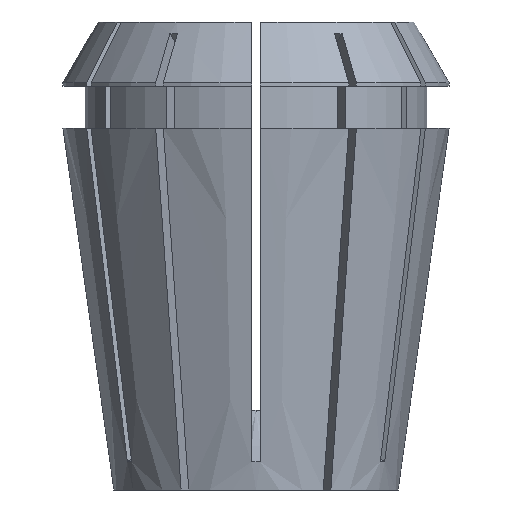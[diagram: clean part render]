
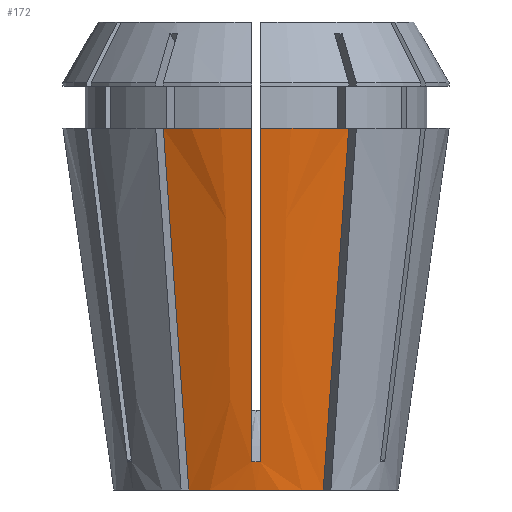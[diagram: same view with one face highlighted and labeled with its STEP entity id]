
A CAD part, left-side view. The second image highlights one B-rep face of the part: STEP entity #172.
In plain terms, the highlighted conical face has half-angle 8 degrees and reference radius 12.158 mm.
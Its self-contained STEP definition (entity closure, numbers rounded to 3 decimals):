
#25 = CARTESIAN_POINT ( 'NONE',  ( -12.972, -7.057, 18.571 ) ) ;
#56 = CARTESIAN_POINT ( 'NONE',  ( -13.72, 0.375, 11.152 ) ) ;
#80 = CARTESIAN_POINT ( 'NONE',  ( -14.754, 0.375, 18.507 ) ) ;
#98 = CARTESIAN_POINT ( 'NONE',  ( -11.024, 5.932, 2.568 ) ) ;
#144 = AXIS2_PLACEMENT_3D ( 'NONE', #1246, #3939, #4655 ) ;
#172 = ADVANCED_FACE ( 'NONE', ( #1314 ), #3835, .T. ) ;
#187 = CARTESIAN_POINT ( 'NONE',  ( -16.496, 0.375, 30.9 ) ) ;
#224 = ORIENTED_EDGE ( 'NONE', *, *, #3040, .F. ) ;
#401 = CARTESIAN_POINT ( 'NONE',  ( -11.024, -5.932, 2.568 ) ) ;
#420 = CARTESIAN_POINT ( 'NONE',  ( -12.49, 0.375, 2.404 ) ) ;
#460 = VERTEX_POINT ( 'NONE', #1990 ) ;
#538 = EDGE_CURVE ( 'NONE', #767, #3545, #700, .T. ) ;
#605 = CARTESIAN_POINT ( 'NONE',  ( -12.49, -0.375, 2.404 ) ) ;
#647 = CARTESIAN_POINT ( 'NONE',  ( -12.686, -0.375, 3.797 ) ) ;
#700 = B_SPLINE_CURVE_WITH_KNOTS ( 'NONE', 3,
 ( #1328, #4410, #3628, #605 ),
 .UNSPECIFIED., .F., .F.,
 ( 4, 4 ),
 ( 0., 0.001 ),
 .UNSPECIFIED. ) ;
#751 = CARTESIAN_POINT ( 'NONE',  ( -14.07, -7.69, 27.587 ) ) ;
#767 = VERTEX_POINT ( 'NONE', #3443 ) ;
#774 = CARTESIAN_POINT ( 'NONE',  ( -13.868, 7.574, 25.93 ) ) ;
#812 = CARTESIAN_POINT ( 'NONE',  ( -16.496, 0.375, 30.9 ) ) ;
#820 = EDGE_CURVE ( 'NONE', #2102, #460, #4526, .T. ) ;
#849 = VERTEX_POINT ( 'NONE', #2374 ) ;
#864 = CARTESIAN_POINT ( 'NONE',  ( -14.474, 7.923, 30.9 ) ) ;
#1026 = CARTESIAN_POINT ( 'NONE',  ( -12.62, -0.375, 3.333 ) ) ;
#1086 = DIRECTION ( 'NONE',  ( 0., 0., 1. ) ) ;
#1143 = CARTESIAN_POINT ( 'NONE',  ( -10.711, -5.751, 0. ) ) ;
#1212 = ORIENTED_EDGE ( 'NONE', *, *, #538, .F. ) ;
#1246 = CARTESIAN_POINT ( 'NONE',  ( 0., 0., 30.9 ) ) ;
#1314 = FACE_OUTER_BOUND ( 'NONE', #1473, .T. ) ;
#1328 = CARTESIAN_POINT ( 'NONE',  ( -12.49, 0.375, 2.404 ) ) ;
#1378 = CARTESIAN_POINT ( 'NONE',  ( -12.49, -0.375, 2.404 ) ) ;
#1385 = ORIENTED_EDGE ( 'NONE', *, *, #1540, .F. ) ;
#1398 = CARTESIAN_POINT ( 'NONE',  ( -14.754, -0.375, 18.507 ) ) ;
#1456 = B_SPLINE_CURVE_WITH_KNOTS ( 'NONE', 3,
 ( #812, #4240, #1573, #3493, #80, #56, #3892, #4276, #1586, #420 ),
 .UNSPECIFIED., .F., .F.,
 ( 4, 3, 3, 4 ),
 ( 0.065, 0.07, 0.092, 0.093 ),
 .UNSPECIFIED. ) ;
#1473 = EDGE_LOOP ( 'NONE', ( #3851, #1502, #224, #1385, #1725, #3430, #1212, #3486 ) ) ;
#1502 = ORIENTED_EDGE ( 'NONE', *, *, #820, .T. ) ;
#1533 = CARTESIAN_POINT ( 'NONE',  ( -12.972, 7.057, 18.571 ) ) ;
#1540 = EDGE_CURVE ( 'NONE', #3981, #3525, #4895, .T. ) ;
#1557 = CARTESIAN_POINT ( 'NONE',  ( -11.18, 6.022, 3.852 ) ) ;
#1573 = CARTESIAN_POINT ( 'NONE',  ( -16.024, 0.375, 27.541 ) ) ;
#1586 = CARTESIAN_POINT ( 'NONE',  ( -12.555, 0.375, 2.868 ) ) ;
#1685 = DIRECTION ( 'NONE',  ( 0., 0., -1. ) ) ;
#1725 = ORIENTED_EDGE ( 'NONE', *, *, #2231, .T. ) ;
#1854 = DIRECTION ( 'NONE',  ( 1., 0., 0. ) ) ;
#1919 = DIRECTION ( 'NONE',  ( 0., 0., -1. ) ) ;
#1933 = CARTESIAN_POINT ( 'NONE',  ( -11.18, -6.022, 3.852 ) ) ;
#1936 = CARTESIAN_POINT ( 'NONE',  ( -14.272, 7.807, 29.243 ) ) ;
#1990 = CARTESIAN_POINT ( 'NONE',  ( -10.711, 5.751, 0. ) ) ;
#2058 = DIRECTION ( 'NONE',  ( -1., 0., 0. ) ) ;
#2102 = VERTEX_POINT ( 'NONE', #864 ) ;
#2231 = EDGE_CURVE ( 'NONE', #3981, #849, #2538, .T. ) ;
#2342 = DIRECTION ( 'NONE',  ( -1., 0., 0. ) ) ;
#2374 = CARTESIAN_POINT ( 'NONE',  ( -16.496, -0.375, 30.9 ) ) ;
#2470 = EDGE_CURVE ( 'NONE', #2781, #2102, #4709, .T. ) ;
#2509 = CARTESIAN_POINT ( 'NONE',  ( -12.555, -0.375, 2.868 ) ) ;
#2538 = CIRCLE ( 'NONE', #4597, 16.5 ) ;
#2659 = CARTESIAN_POINT ( 'NONE',  ( -12.076, -6.539, 11.212 ) ) ;
#2682 = CARTESIAN_POINT ( 'NONE',  ( -10.868, -5.841, 1.284 ) ) ;
#2684 = CARTESIAN_POINT ( 'NONE',  ( -14.07, 7.69, 27.587 ) ) ;
#2781 = VERTEX_POINT ( 'NONE', #187 ) ;
#2817 = CARTESIAN_POINT ( 'NONE',  ( 0., 0., 30.9 ) ) ;
#2929 = CARTESIAN_POINT ( 'NONE',  ( -16.26, -0.375, 29.221 ) ) ;
#2952 = EDGE_CURVE ( 'NONE', #2781, #767, #1456, .T. ) ;
#3040 = EDGE_CURVE ( 'NONE', #3525, #460, #4507, .T. ) ;
#3059 = CARTESIAN_POINT ( 'NONE',  ( -14.474, 7.923, 30.9 ) ) ;
#3331 = CARTESIAN_POINT ( 'NONE',  ( -16.496, -0.375, 30.9 ) ) ;
#3430 = ORIENTED_EDGE ( 'NONE', *, *, #4289, .T. ) ;
#3443 = CARTESIAN_POINT ( 'NONE',  ( -12.49, 0.375, 2.404 ) ) ;
#3473 = CARTESIAN_POINT ( 'NONE',  ( -14.474, -7.923, 30.9 ) ) ;
#3486 = ORIENTED_EDGE ( 'NONE', *, *, #2952, .F. ) ;
#3493 = CARTESIAN_POINT ( 'NONE',  ( -15.788, 0.375, 25.862 ) ) ;
#3524 = CARTESIAN_POINT ( 'NONE',  ( -10.868, 5.841, 1.284 ) ) ;
#3525 = VERTEX_POINT ( 'NONE', #3945 ) ;
#3545 = VERTEX_POINT ( 'NONE', #1378 ) ;
#3628 = CARTESIAN_POINT ( 'NONE',  ( -12.497, -0.125, 2.399 ) ) ;
#3835 = CONICAL_SURFACE ( 'NONE', #4266, 12.158, 0.14 ) ;
#3851 = ORIENTED_EDGE ( 'NONE', *, *, #2470, .T. ) ;
#3892 = CARTESIAN_POINT ( 'NONE',  ( -12.686, 0.375, 3.797 ) ) ;
#3908 = B_SPLINE_CURVE_WITH_KNOTS ( 'NONE', 3,
 ( #3331, #2929, #4469, #4815, #1398, #4842, #647, #1026, #2509, #4114 ),
 .UNSPECIFIED., .F., .F.,
 ( 4, 3, 3, 4 ),
 ( 0.065, 0.07, 0.092, 0.093 ),
 .UNSPECIFIED. ) ;
#3939 = DIRECTION ( 'NONE',  ( 0., 0., -1. ) ) ;
#3945 = CARTESIAN_POINT ( 'NONE',  ( -10.711, -5.751, 0. ) ) ;
#3981 = VERTEX_POINT ( 'NONE', #4078 ) ;
#4078 = CARTESIAN_POINT ( 'NONE',  ( -14.474, -7.923, 30.9 ) ) ;
#4114 = CARTESIAN_POINT ( 'NONE',  ( -12.49, -0.375, 2.404 ) ) ;
#4221 = CARTESIAN_POINT ( 'NONE',  ( -14.272, -7.807, 29.243 ) ) ;
#4240 = CARTESIAN_POINT ( 'NONE',  ( -16.26, 0.375, 29.221 ) ) ;
#4250 = CARTESIAN_POINT ( 'NONE',  ( -13.868, -7.574, 25.93 ) ) ;
#4266 = AXIS2_PLACEMENT_3D ( 'NONE', #4584, #1086, #1854 ) ;
#4276 = CARTESIAN_POINT ( 'NONE',  ( -12.62, 0.375, 3.333 ) ) ;
#4277 = CARTESIAN_POINT ( 'NONE',  ( -10.711, 5.751, 0. ) ) ;
#4289 = EDGE_CURVE ( 'NONE', #849, #3545, #3908, .T. ) ;
#4410 = CARTESIAN_POINT ( 'NONE',  ( -12.497, 0.125, 2.399 ) ) ;
#4469 = CARTESIAN_POINT ( 'NONE',  ( -16.024, -0.375, 27.541 ) ) ;
#4507 = CIRCLE ( 'NONE', #4762, 12.158 ) ;
#4526 = B_SPLINE_CURVE_WITH_KNOTS ( 'NONE', 3,
 ( #3059, #1936, #2684, #774, #1533, #4656, #1557, #98, #3524, #4277 ),
 .UNSPECIFIED., .F., .F.,
 ( 4, 3, 3, 4 ),
 ( 0.064, 0.069, 0.091, 0.095 ),
 .UNSPECIFIED. ) ;
#4584 = CARTESIAN_POINT ( 'NONE',  ( 0., 0., 0. ) ) ;
#4597 = AXIS2_PLACEMENT_3D ( 'NONE', #2817, #1685, #2058 ) ;
#4626 = CARTESIAN_POINT ( 'NONE',  ( 0., 0., 0. ) ) ;
#4655 = DIRECTION ( 'NONE',  ( -1., 0., 0. ) ) ;
#4656 = CARTESIAN_POINT ( 'NONE',  ( -12.076, 6.539, 11.212 ) ) ;
#4709 = CIRCLE ( 'NONE', #144, 16.5 ) ;
#4762 = AXIS2_PLACEMENT_3D ( 'NONE', #4626, #1919, #2342 ) ;
#4815 = CARTESIAN_POINT ( 'NONE',  ( -15.788, -0.375, 25.862 ) ) ;
#4842 = CARTESIAN_POINT ( 'NONE',  ( -13.72, -0.375, 11.152 ) ) ;
#4895 = B_SPLINE_CURVE_WITH_KNOTS ( 'NONE', 3,
 ( #3473, #4221, #751, #4250, #25, #2659, #1933, #401, #2682, #1143 ),
 .UNSPECIFIED., .F., .F.,
 ( 4, 3, 3, 4 ),
 ( 0.064, 0.069, 0.091, 0.095 ),
 .UNSPECIFIED. ) ;
